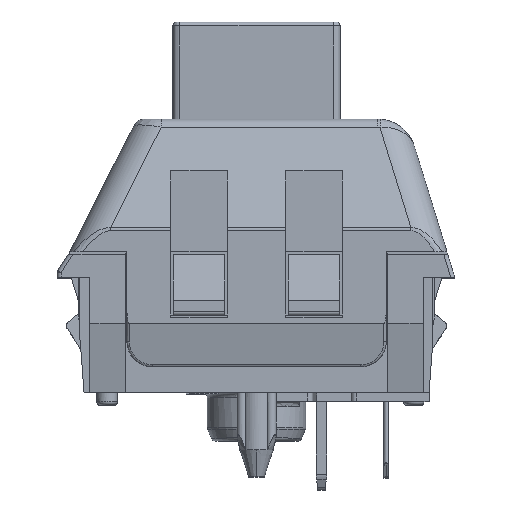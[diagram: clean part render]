
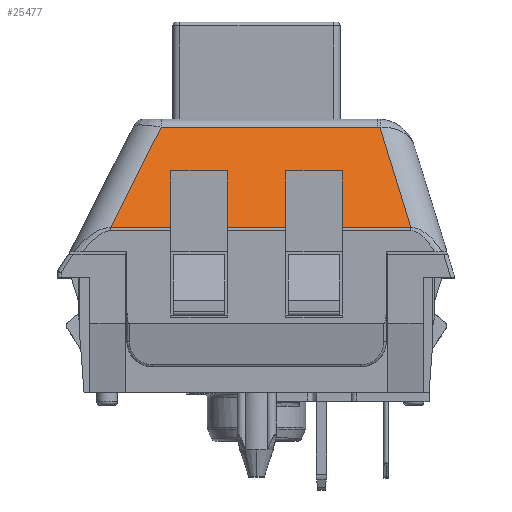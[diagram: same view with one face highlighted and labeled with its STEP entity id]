
A CAD part, top view. The second image highlights one B-rep face of the part: STEP entity #25477.
In plain terms, the highlighted planar face has unit normal (0, 0.367, 0.93).
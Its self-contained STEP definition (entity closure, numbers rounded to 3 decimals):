
#20544=DIRECTION('',(-1.,0.,0.));
#20545=VECTOR('',#20544,8.479);
#20546=CARTESIAN_POINT('',(4.742,10.383,5.375));
#20547=LINE('',#20546,#20545);
#20999=DIRECTION('',(0.422,0.844,-0.333));
#21000=VECTOR('',#20999,4.674);
#21001=CARTESIAN_POINT('',(-5.708,6.441,
6.929));
#21002=LINE('',#21001,#21000);
#21003=CARTESIAN_POINT('',(4.742,9.517,5.716));
#21004=DIRECTION('',(0.,-0.367,-0.93));
#21005=DIRECTION('',(0.,0.93,-0.367));
#21006=AXIS2_PLACEMENT_3D('',#21003,#21004,#21005);
#21008=DIRECTION('',(0.275,-0.894,0.353));
#21009=VECTOR('',#21008,4.404);
#21010=CARTESIAN_POINT('',(4.828,10.38,5.376));
#21011=LINE('',#21010,#21009);
#21012=DIRECTION('',(-1.,0.,0.));
#21013=VECTOR('',#21012,2.2);
#21014=CARTESIAN_POINT('',(3.35,8.671,6.05));
#21015=LINE('',#21014,#21013);
#21016=DIRECTION('',(-1.,0.,0.));
#21017=VECTOR('',#21016,2.2);
#21018=CARTESIAN_POINT('',(-1.15,8.671,6.05));
#21019=LINE('',#21018,#21017);
#21073=DIRECTION('',(1.,0.,0.));
#21074=VECTOR('',#21073,2.358);
#21075=CARTESIAN_POINT('',(-5.708,6.441,
6.929));
#21076=LINE('',#21075,#21074);
#21086=DIRECTION('',(0.,0.93,-0.367));
#21087=VECTOR('',#21086,2.397);
#21088=CARTESIAN_POINT('',(-3.35,6.441,6.929));
#21089=LINE('',#21088,#21087);
#21131=DIRECTION('',(0.,-0.93,0.367));
#21132=VECTOR('',#21131,2.397);
#21133=CARTESIAN_POINT('',(-1.15,8.671,6.05));
#21134=LINE('',#21133,#21132);
#21139=DIRECTION('',(1.,0.,0.));
#21140=VECTOR('',#21139,2.3);
#21141=CARTESIAN_POINT('',(-1.15,6.441,6.929));
#21142=LINE('',#21141,#21140);
#21473=DIRECTION('',(0.,-0.93,0.367));
#21474=VECTOR('',#21473,2.397);
#21475=CARTESIAN_POINT('',(3.35,8.671,6.05));
#21476=LINE('',#21475,#21474);
#21477=DIRECTION('',(1.,0.,0.));
#21478=VECTOR('',#21477,2.69);
#21479=CARTESIAN_POINT('',(3.35,6.441,6.929));
#21480=LINE('',#21479,#21478);
#21499=DIRECTION('',(0.,0.93,-0.367));
#21500=VECTOR('',#21499,2.397);
#21501=CARTESIAN_POINT('',(1.15,6.441,6.929));
#21502=LINE('',#21501,#21500);
#24223=CARTESIAN_POINT('',(4.742,10.383,5.375));
#24224=VERTEX_POINT('',#24223);
#24225=CARTESIAN_POINT('',(-3.737,10.383,
5.375));
#24226=VERTEX_POINT('',#24225);
#24228=CARTESIAN_POINT('',(4.828,10.38,5.376));
#24229=VERTEX_POINT('',#24228);
#24309=CARTESIAN_POINT('',(6.04,6.441,6.929));
#24310=VERTEX_POINT('',#24309);
#24314=CARTESIAN_POINT('',(-5.708,6.441,
6.929));
#24315=VERTEX_POINT('',#24314);
#24316=CARTESIAN_POINT('',(3.35,6.441,6.929));
#24317=VERTEX_POINT('',#24316);
#24318=CARTESIAN_POINT('',(3.35,8.671,6.05));
#24319=VERTEX_POINT('',#24318);
#24320=CARTESIAN_POINT('',(1.15,8.671,6.05));
#24321=VERTEX_POINT('',#24320);
#24322=CARTESIAN_POINT('',(1.15,6.441,6.929));
#24323=VERTEX_POINT('',#24322);
#24324=CARTESIAN_POINT('',(-1.15,6.441,6.929));
#24325=VERTEX_POINT('',#24324);
#24326=CARTESIAN_POINT('',(-1.15,8.671,6.05));
#24327=VERTEX_POINT('',#24326);
#24328=CARTESIAN_POINT('',(-3.35,8.671,6.05));
#24329=VERTEX_POINT('',#24328);
#24330=CARTESIAN_POINT('',(-3.35,6.441,6.929));
#24331=VERTEX_POINT('',#24330);
#25447=CARTESIAN_POINT('',(0.166,8.412,
6.152));
#25448=DIRECTION('',(0.,0.367,0.93));
#25449=DIRECTION('',(0.,0.93,-0.367));
#25450=AXIS2_PLACEMENT_3D('',#25447,#25448,#25449);
#25451=PLANE('',#25450);
#25453=ORIENTED_EDGE('',*,*,#25452,.T.);
#25454=ORIENTED_EDGE('',*,*,#25209,.F.);
#25455=ORIENTED_EDGE('',*,*,#25225,.T.);
#25456=ORIENTED_EDGE('',*,*,#25435,.T.);
#25458=ORIENTED_EDGE('',*,*,#25457,.F.);
#25460=ORIENTED_EDGE('',*,*,#25459,.F.);
#25462=ORIENTED_EDGE('',*,*,#25461,.T.);
#25464=ORIENTED_EDGE('',*,*,#25463,.F.);
#25466=ORIENTED_EDGE('',*,*,#25465,.F.);
#25468=ORIENTED_EDGE('',*,*,#25467,.F.);
#25470=ORIENTED_EDGE('',*,*,#25469,.T.);
#25472=ORIENTED_EDGE('',*,*,#25471,.F.);
#25474=ORIENTED_EDGE('',*,*,#25473,.F.);
#25475=EDGE_LOOP('',(#25453,#25454,#25455,#25456,#25458,#25460,#25462,#25464,
#25466,#25468,#25470,#25472,#25474));
#25476=FACE_OUTER_BOUND('',#25475,.F.);
#25477=ADVANCED_FACE('',(#25476),#25451,.T.);
#21007=CIRCLE('',#21006,0.931);
#25209=EDGE_CURVE('',#24224,#24226,#20547,.T.);
#25225=EDGE_CURVE('',#24224,#24229,#21007,.T.);
#25435=EDGE_CURVE('',#24229,#24310,#21011,.T.);
#25452=EDGE_CURVE('',#24315,#24226,#21002,.T.);
#25457=EDGE_CURVE('',#24317,#24310,#21480,.T.);
#25459=EDGE_CURVE('',#24319,#24317,#21476,.T.);
#25461=EDGE_CURVE('',#24319,#24321,#21015,.T.);
#25463=EDGE_CURVE('',#24323,#24321,#21502,.T.);
#25465=EDGE_CURVE('',#24325,#24323,#21142,.T.);
#25467=EDGE_CURVE('',#24327,#24325,#21134,.T.);
#25469=EDGE_CURVE('',#24327,#24329,#21019,.T.);
#25471=EDGE_CURVE('',#24331,#24329,#21089,.T.);
#25473=EDGE_CURVE('',#24315,#24331,#21076,.T.);
